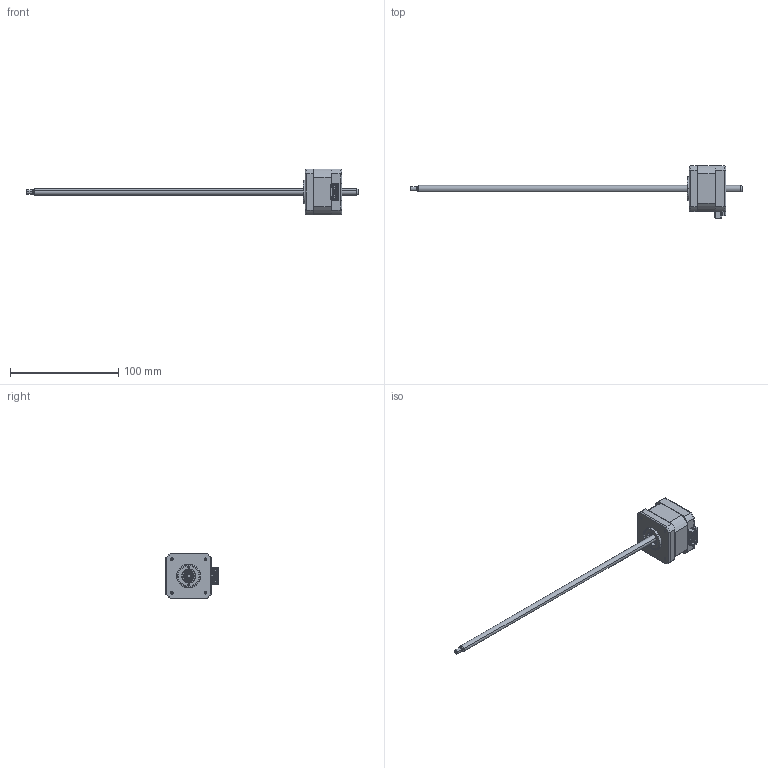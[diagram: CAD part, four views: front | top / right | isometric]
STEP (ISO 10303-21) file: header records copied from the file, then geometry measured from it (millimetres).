
FILE_DESCRIPTION (( 'STEP AP203' ), '1' );
FILE_NAME ('LN174S-E06063-300-S-065.STEP', '2019-04-15T05:26:32', ( 'Sky123.Org' ), ( 'Sky123.Org' ), 'SwSTEP 2.0', 'SolidWorks 2014', '' );
FILE_SCHEMA (( 'CONFIG_CONTROL_DESIGN' ));
Length unit declared in the file: millimetre
Products named in the file (1): LN174S-E06063-300-S-065
Bounding box: 307 x 48.3 x 42.2 mm (x, y, z)
Surface area: 19393.2 mm2 (no closed solid volume)
Topology: 0 solids, 17 shells, 260 faces, 1067 edges, 800 vertices
Faces by surface type: plane 136, cylinder 62, cone 40, torus 14, sphere 8
Entity records: 11716 total; most frequent: CARTESIAN_POINT 2958, DIRECTION 1777, ORIENTED_EDGE 1610, EDGE_CURVE 1067, VERTEX_POINT 800, LINE 623, VECTOR 623, AXIS2_PLACEMENT_3D 577
